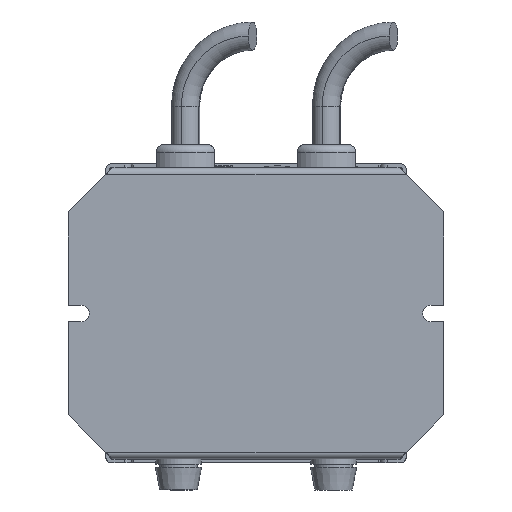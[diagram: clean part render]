
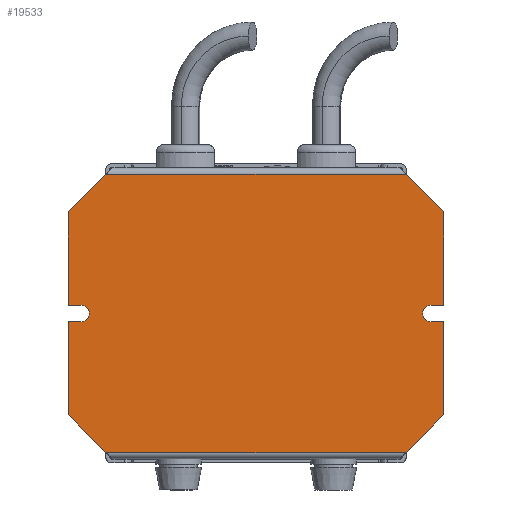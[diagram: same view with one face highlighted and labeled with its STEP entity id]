
A CAD part, front view. The second image highlights one B-rep face of the part: STEP entity #19533.
In plain terms, the highlighted planar face has unit normal (0, -1, 0).
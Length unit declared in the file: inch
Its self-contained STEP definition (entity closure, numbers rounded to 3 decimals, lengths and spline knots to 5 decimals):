
#301 = EDGE_CURVE ( 'NONE', #30543, #20618, #15984, .T. ) ;
#1204 = ORIENTED_EDGE ( 'NONE', *, *, #13522, .T. ) ;
#2051 = VERTEX_POINT ( 'NONE', #22937 ) ;
#2157 = DIRECTION ( 'NONE',  ( -1., 0., 0. ) ) ;
#2788 = CARTESIAN_POINT ( 'NONE',  ( -2.33, 0., -0.11 ) ) ;
#2848 = VECTOR ( 'NONE', #16000, 39.37008 ) ;
#3109 = LINE ( 'NONE', #36351, #26818 ) ;
#3171 = EDGE_CURVE ( 'NONE', #23598, #26104, #23063, .T. ) ;
#3210 = ORIENTED_EDGE ( 'NONE', *, *, #39582, .F. ) ;
#3995 = VERTEX_POINT ( 'NONE', #38847 ) ;
#4170 = DIRECTION ( 'NONE',  ( 0., 0., -1. ) ) ;
#4262 = CIRCLE ( 'NONE', #28851, 0.11 ) ;
#4529 = CARTESIAN_POINT ( 'NONE',  ( 2.5, 0., -1.34916 ) ) ;
#4889 = DIRECTION ( 'NONE',  ( 0., 1., 0. ) ) ;
#5034 = DIRECTION ( 'NONE',  ( -0.707, 0., -0.707 ) ) ;
#5152 = VECTOR ( 'NONE', #28659, 39.37008 ) ;
#5482 = CARTESIAN_POINT ( 'NONE',  ( 2.5, 0., 1.853 ) ) ;
#5715 = LINE ( 'NONE', #5482, #2848 ) ;
#5748 = VERTEX_POINT ( 'NONE', #13732 ) ;
#5943 = CARTESIAN_POINT ( 'NONE',  ( 2.5, 0., 0.11 ) ) ;
#6125 = VECTOR ( 'NONE', #33704, 39.37008 ) ;
#6440 = LINE ( 'NONE', #37029, #27154 ) ;
#6616 = CARTESIAN_POINT ( 'NONE',  ( 2.33, 0., 0. ) ) ;
#6798 = DIRECTION ( 'NONE',  ( 0.707, 0., -0.707 ) ) ;
#6853 = LINE ( 'NONE', #20266, #6125 ) ;
#6956 = CARTESIAN_POINT ( 'NONE',  ( -2.5, 0., -1.853 ) ) ;
#7107 = EDGE_CURVE ( 'NONE', #21677, #43199, #5715, .T. ) ;
#7728 = EDGE_CURVE ( 'NONE', #2051, #40492, #34317, .T. ) ;
#7931 = CARTESIAN_POINT ( 'NONE',  ( -2.5, 0., -1.34916 ) ) ;
#8069 = CARTESIAN_POINT ( 'NONE',  ( -2.33, 0., 0.11 ) ) ;
#8623 = CARTESIAN_POINT ( 'NONE',  ( -2.5, 0., -0.11 ) ) ;
#8998 = CARTESIAN_POINT ( 'NONE',  ( -2.5, 0., 0.11 ) ) ;
#9555 = ORIENTED_EDGE ( 'NONE', *, *, #12281, .F. ) ;
#11265 = CARTESIAN_POINT ( 'NONE',  ( 2.5, 0., -1.853 ) ) ;
#11378 = VECTOR ( 'NONE', #20507, 39.37008 ) ;
#12281 = EDGE_CURVE ( 'NONE', #20618, #42684, #33372, .T. ) ;
#13522 = EDGE_CURVE ( 'NONE', #3995, #42684, #29971, .T. ) ;
#13732 = CARTESIAN_POINT ( 'NONE',  ( 2.5, 0., 1.34916 ) ) ;
#13736 = ORIENTED_EDGE ( 'NONE', *, *, #31540, .F. ) ;
#14136 = CIRCLE ( 'NONE', #19763, 0.11 ) ;
#14155 = DIRECTION ( 'NONE',  ( 0.707, 0., 0.707 ) ) ;
#14390 = ORIENTED_EDGE ( 'NONE', *, *, #32014, .F. ) ;
#14585 = CARTESIAN_POINT ( 'NONE',  ( -1.92, 0., 1.92916 ) ) ;
#14728 = EDGE_CURVE ( 'NONE', #26055, #26104, #34457, .T. ) ;
#15073 = ORIENTED_EDGE ( 'NONE', *, *, #3171, .F. ) ;
#15289 = ORIENTED_EDGE ( 'NONE', *, *, #14728, .T. ) ;
#15852 = CARTESIAN_POINT ( 'NONE',  ( -2.5, 0., 1.34916 ) ) ;
#15984 = LINE ( 'NONE', #32960, #40255 ) ;
#16000 = DIRECTION ( 'NONE',  ( -1., 0., 0. ) ) ;
#16601 = VECTOR ( 'NONE', #5034, 39.37008 ) ;
#16962 = VERTEX_POINT ( 'NONE', #24504 ) ;
#17229 = VECTOR ( 'NONE', #18902, 39.37008 ) ;
#17529 = CARTESIAN_POINT ( 'NONE',  ( 2.33, 0., 0.11 ) ) ;
#18146 = EDGE_CURVE ( 'NONE', #21379, #23598, #14136, .T. ) ;
#18196 = ORIENTED_EDGE ( 'NONE', *, *, #7728, .F. ) ;
#18315 = LINE ( 'NONE', #8623, #24417 ) ;
#18902 = DIRECTION ( 'NONE',  ( -1., 0., 0. ) ) ;
#19533 = ADVANCED_FACE ( 'NONE', ( #41909 ), #37930, .F. ) ;
#19763 = AXIS2_PLACEMENT_3D ( 'NONE', #30044, #43516, #39336 ) ;
#20266 = CARTESIAN_POINT ( 'NONE',  ( 2.5, 0., 0.11 ) ) ;
#20507 = DIRECTION ( 'NONE',  ( 0., 0., -1. ) ) ;
#20618 = VERTEX_POINT ( 'NONE', #43442 ) ;
#20787 = VERTEX_POINT ( 'NONE', #5943 ) ;
#21110 = CARTESIAN_POINT ( 'NONE',  ( 2.5, 0., -1.853 ) ) ;
#21230 = ORIENTED_EDGE ( 'NONE', *, *, #28500, .F. ) ;
#21379 = VERTEX_POINT ( 'NONE', #2788 ) ;
#21677 = VERTEX_POINT ( 'NONE', #35123 ) ;
#21727 = LINE ( 'NONE', #35186, #16601 ) ;
#21831 = CARTESIAN_POINT ( 'NONE',  ( -1.99616, 0., 1.853 ) ) ;
#22785 = EDGE_CURVE ( 'NONE', #26055, #43199, #34203, .T. ) ;
#22937 = CARTESIAN_POINT ( 'NONE',  ( 2.5, 0., -0.11 ) ) ;
#23063 = LINE ( 'NONE', #8998, #17229 ) ;
#23151 = VECTOR ( 'NONE', #14155, 39.37008 ) ;
#23525 = CARTESIAN_POINT ( 'NONE',  ( 1.92, 0., 1.92916 ) ) ;
#23598 = VERTEX_POINT ( 'NONE', #8069 ) ;
#23694 = ORIENTED_EDGE ( 'NONE', *, *, #37378, .F. ) ;
#24417 = VECTOR ( 'NONE', #24916, 39.37008 ) ;
#24504 = CARTESIAN_POINT ( 'NONE',  ( 2.33, 0., -0.11 ) ) ;
#24508 = CARTESIAN_POINT ( 'NONE',  ( -2.5, 0., 0.11 ) ) ;
#24916 = DIRECTION ( 'NONE',  ( 1., 0., 0. ) ) ;
#25574 = DIRECTION ( 'NONE',  ( 0., 0., -1. ) ) ;
#26055 = VERTEX_POINT ( 'NONE', #15852 ) ;
#26104 = VERTEX_POINT ( 'NONE', #24508 ) ;
#26818 = VECTOR ( 'NONE', #25574, 39.37008 ) ;
#26883 = AXIS2_PLACEMENT_3D ( 'NONE', #11265, #4889, #38386 ) ;
#27154 = VECTOR ( 'NONE', #29535, 39.37008 ) ;
#27326 = CARTESIAN_POINT ( 'NONE',  ( -2.5, 0., -1.853 ) ) ;
#28500 = EDGE_CURVE ( 'NONE', #29026, #16962, #4262, .T. ) ;
#28659 = DIRECTION ( 'NONE',  ( 0., 0., -1. ) ) ;
#28851 = AXIS2_PLACEMENT_3D ( 'NONE', #6616, #32807, #40334 ) ;
#29026 = VERTEX_POINT ( 'NONE', #17529 ) ;
#29259 = EDGE_CURVE ( 'NONE', #5748, #20787, #3109, .T. ) ;
#29535 = DIRECTION ( 'NONE',  ( 1., 0., 0. ) ) ;
#29717 = ORIENTED_EDGE ( 'NONE', *, *, #30598, .F. ) ;
#29850 = DIRECTION ( 'NONE',  ( -0.707, 0., 0.707 ) ) ;
#29971 = LINE ( 'NONE', #27326, #11378 ) ;
#30044 = CARTESIAN_POINT ( 'NONE',  ( -2.33, 0., 0. ) ) ;
#30543 = VERTEX_POINT ( 'NONE', #40511 ) ;
#30598 = EDGE_CURVE ( 'NONE', #21677, #5748, #36969, .T. ) ;
#31107 = ORIENTED_EDGE ( 'NONE', *, *, #22785, .F. ) ;
#31540 = EDGE_CURVE ( 'NONE', #40492, #30543, #21727, .T. ) ;
#32014 = EDGE_CURVE ( 'NONE', #3995, #21379, #18315, .T. ) ;
#32807 = DIRECTION ( 'NONE',  ( 0., -1., 0. ) ) ;
#32960 = CARTESIAN_POINT ( 'NONE',  ( 2.5, 0., -1.853 ) ) ;
#33372 = LINE ( 'NONE', #37566, #34371 ) ;
#33704 = DIRECTION ( 'NONE',  ( -1., 0., 0. ) ) ;
#34203 = LINE ( 'NONE', #14585, #23151 ) ;
#34317 = LINE ( 'NONE', #21110, #35917 ) ;
#34371 = VECTOR ( 'NONE', #29850, 39.37008 ) ;
#34457 = LINE ( 'NONE', #6956, #5152 ) ;
#35123 = CARTESIAN_POINT ( 'NONE',  ( 1.99616, 0., 1.853 ) ) ;
#35186 = CARTESIAN_POINT ( 'NONE',  ( 1.92, 0., -1.92916 ) ) ;
#35917 = VECTOR ( 'NONE', #4170, 39.37008 ) ;
#36208 = ORIENTED_EDGE ( 'NONE', *, *, #301, .F. ) ;
#36351 = CARTESIAN_POINT ( 'NONE',  ( 2.5, 0., -1.853 ) ) ;
#36969 = LINE ( 'NONE', #23525, #39261 ) ;
#37029 = CARTESIAN_POINT ( 'NONE',  ( 2.5, 0., -0.11 ) ) ;
#37054 = EDGE_LOOP ( 'NONE', ( #15289, #15073, #37711, #14390, #1204, #9555, #36208, #13736, #18196, #23694, #21230, #3210, #39730, #29717, #41887, #31107 ) ) ;
#37378 = EDGE_CURVE ( 'NONE', #16962, #2051, #6440, .T. ) ;
#37566 = CARTESIAN_POINT ( 'NONE',  ( -1.92, 0., -1.92916 ) ) ;
#37711 = ORIENTED_EDGE ( 'NONE', *, *, #18146, .F. ) ;
#37930 = PLANE ( 'NONE',  #26883 ) ;
#38386 = DIRECTION ( 'NONE',  ( 0., 0., 1. ) ) ;
#38847 = CARTESIAN_POINT ( 'NONE',  ( -2.5, 0., -0.11 ) ) ;
#39261 = VECTOR ( 'NONE', #6798, 39.37008 ) ;
#39336 = DIRECTION ( 'NONE',  ( 0., 0., -1. ) ) ;
#39582 = EDGE_CURVE ( 'NONE', #20787, #29026, #6853, .T. ) ;
#39730 = ORIENTED_EDGE ( 'NONE', *, *, #29259, .F. ) ;
#40255 = VECTOR ( 'NONE', #2157, 39.37008 ) ;
#40334 = DIRECTION ( 'NONE',  ( 0., 0., 1. ) ) ;
#40492 = VERTEX_POINT ( 'NONE', #4529 ) ;
#40511 = CARTESIAN_POINT ( 'NONE',  ( 1.99616, 0., -1.853 ) ) ;
#41887 = ORIENTED_EDGE ( 'NONE', *, *, #7107, .T. ) ;
#41909 = FACE_OUTER_BOUND ( 'NONE', #37054, .T. ) ;
#42684 = VERTEX_POINT ( 'NONE', #7931 ) ;
#43199 = VERTEX_POINT ( 'NONE', #21831 ) ;
#43442 = CARTESIAN_POINT ( 'NONE',  ( -1.99616, 0., -1.853 ) ) ;
#43516 = DIRECTION ( 'NONE',  ( 0., -1., 0. ) ) ;
